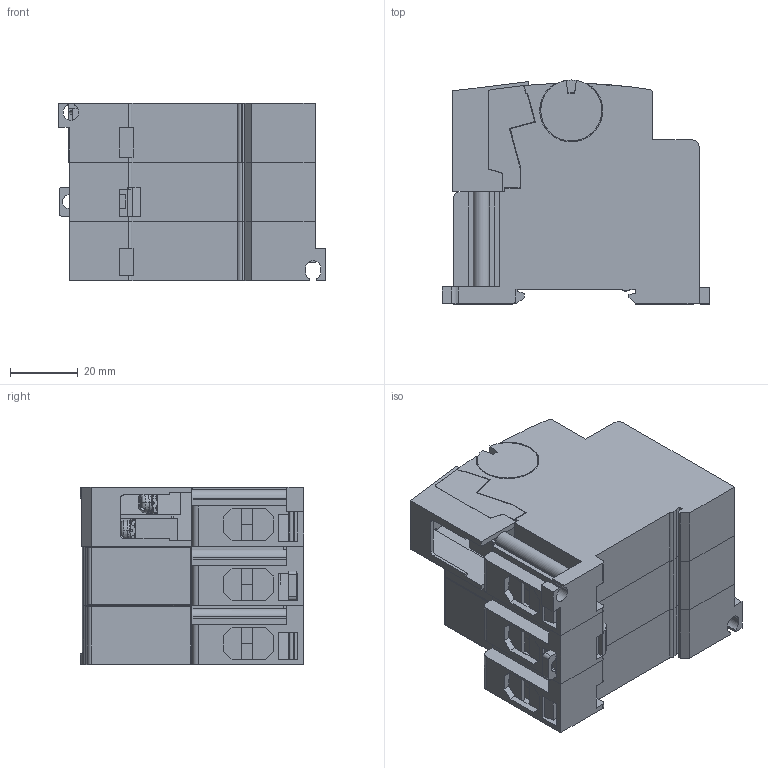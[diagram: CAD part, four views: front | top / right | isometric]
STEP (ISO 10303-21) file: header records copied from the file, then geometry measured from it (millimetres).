
FILE_DESCRIPTION (( 'STEP AP203' ), '1' );
FILE_NAME ('OUTSIDE-NC1V-3111_3121.STEP', '2014-03-27T00:26:32', ( 'IDEC' ), ( '' ), 'SwSTEP 2.0', 'SolidWorks 2012', '' );
FILE_SCHEMA (( 'CONFIG_CONTROL_DESIGN' ));
Length unit declared in the file: millimetre
Products named in the file (7): OUTSIDE-NC1V-3111_3121; OUTSIDE-NC1V-AUX-CV; OUTSIDE_NC1V-CLAW; OUTSIDE_NC1V-HANDLE3; OUTSIDE_NC1V-CASE2-01; OUTSIDE_NC1V-BLOCK-00; OUTSIDE_NC1V-CASE1-00
Assembly tree (6 placements, depth 2):
  OUTSIDE-NC1V-3111_3121
    OUTSIDE_NC1V-CASE1-00
    OUTSIDE_NC1V-BLOCK-00
    OUTSIDE_NC1V-CASE2-01
    OUTSIDE_NC1V-HANDLE3
    OUTSIDE_NC1V-CLAW
    OUTSIDE-NC1V-AUX-CV
Bounding box: 78.8 x 66 x 52.5 mm (x, y, z)
Volume: 182300.1 mm3; surface area: 59585.2 mm2
Topology: 6 solids, 6 shells, 1687 faces, 5000 edges, 3241 vertices
Faces by surface type: plane 1239, cylinder 298, bspline 109, cone 41
Entity records: 59484 total; most frequent: CARTESIAN_POINT 14835, ORIENTED_EDGE 9996, DIRECTION 8128, EDGE_CURVE 4998, VECTOR 3716, LINE 3716, VERTEX_POINT 3241, AXIS2_PLACEMENT_3D 2206
